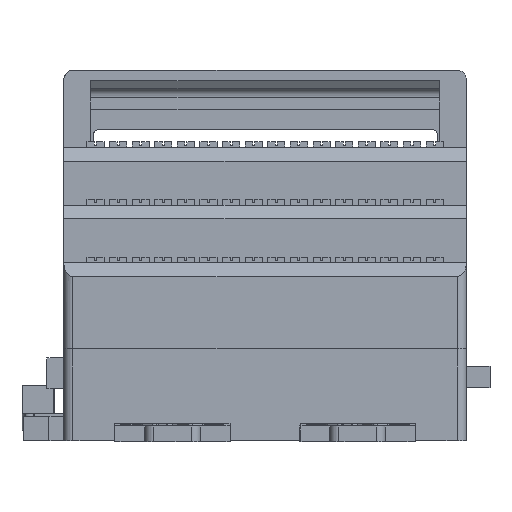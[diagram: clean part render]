
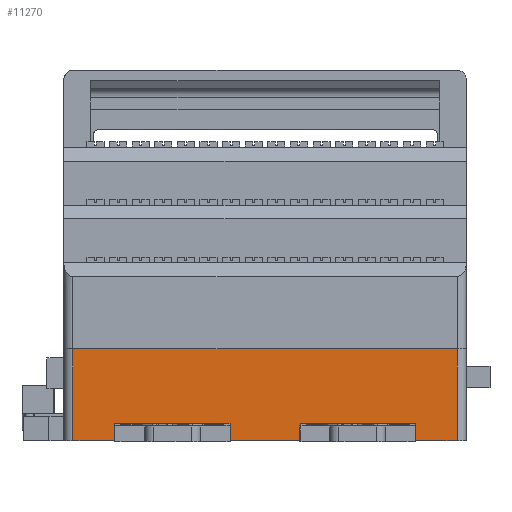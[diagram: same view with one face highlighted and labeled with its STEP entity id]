
A CAD part, front view. The second image highlights one B-rep face of the part: STEP entity #11270.
In plain terms, the highlighted planar face has unit normal (0, -1, 0).
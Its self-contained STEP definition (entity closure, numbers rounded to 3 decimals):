
#121 = VECTOR ( 'NONE', #30689, 1000. ) ;
#460 = VECTOR ( 'NONE', #12800, 1000. ) ;
#736 = DIRECTION ( 'NONE',  ( 1., 0., 0. ) ) ;
#1219 = CARTESIAN_POINT ( 'NONE',  ( 2., 0., 0. ) ) ;
#1617 = ORIENTED_EDGE ( 'NONE', *, *, #62076, .T. ) ;
#2043 = PLANE ( 'NONE',  #23498 ) ;
#2345 = LINE ( 'NONE', #8319, #58131 ) ;
#2426 = CARTESIAN_POINT ( 'NONE',  ( 2., 0., -20.3 ) ) ;
#2605 = ORIENTED_EDGE ( 'NONE', *, *, #65237, .T. ) ;
#3639 = VECTOR ( 'NONE', #11610, 1000. ) ;
#3981 = CARTESIAN_POINT ( 'NONE',  ( 87., 0., 0. ) ) ;
#5620 = VERTEX_POINT ( 'NONE', #2426 ) ;
#6188 = LINE ( 'NONE', #43678, #20428 ) ;
#6321 = DIRECTION ( 'NONE',  ( 0., 0., -1. ) ) ;
#8319 = CARTESIAN_POINT ( 'NONE',  ( 2., 0., -20.3 ) ) ;
#8553 = EDGE_CURVE ( 'NONE', #62128, #21580, #25180, .T. ) ;
#9248 = EDGE_LOOP ( 'NONE', ( #2605, #61879, #50705, #1617, #66681, #33595, #28450, #38590, #33521, #14831, #52987, #48747 ) ) ;
#10173 = DIRECTION ( 'NONE',  ( 0., 0., -1. ) ) ;
#10806 = VECTOR ( 'NONE', #61158, 1000. ) ;
#11270 = ADVANCED_FACE ( 'NONE', ( #36417 ), #2043, .T. ) ;
#11610 = DIRECTION ( 'NONE',  ( 0., 0., -1. ) ) ;
#12269 = CARTESIAN_POINT ( 'NONE',  ( 53.625, 0., -16.55 ) ) ;
#12800 = DIRECTION ( 'NONE',  ( 1., 0., 0. ) ) ;
#14831 = ORIENTED_EDGE ( 'NONE', *, *, #60648, .T. ) ;
#15268 = CARTESIAN_POINT ( 'NONE',  ( 52.25, 0., -20.3 ) ) ;
#15482 = VECTOR ( 'NONE', #736, 1000. ) ;
#15951 = VERTEX_POINT ( 'NONE', #15268 ) ;
#16052 = LINE ( 'NONE', #67407, #121 ) ;
#16181 = EDGE_CURVE ( 'NONE', #67409, #15951, #31578, .T. ) ;
#17976 = CARTESIAN_POINT ( 'NONE',  ( 36.75, 0., -20.3 ) ) ;
#20187 = LINE ( 'NONE', #1219, #32899 ) ;
#20428 = VECTOR ( 'NONE', #65001, 1000. ) ;
#21580 = VERTEX_POINT ( 'NONE', #30941 ) ;
#22866 = VECTOR ( 'NONE', #6321, 1000. ) ;
#23498 = AXIS2_PLACEMENT_3D ( 'NONE', #23594, #61644, #29058 ) ;
#23594 = CARTESIAN_POINT ( 'NONE',  ( 2., 0., -20.3 ) ) ;
#23843 = VERTEX_POINT ( 'NONE', #60076 ) ;
#24517 = DIRECTION ( 'NONE',  ( 0., 0., 1. ) ) ;
#25180 = LINE ( 'NONE', #12269, #10806 ) ;
#26692 = VERTEX_POINT ( 'NONE', #54058 ) ;
#26903 = CARTESIAN_POINT ( 'NONE',  ( 36.75, 0., -16.55 ) ) ;
#27851 = EDGE_CURVE ( 'NONE', #23843, #66963, #20187, .T. ) ;
#27914 = CARTESIAN_POINT ( 'NONE',  ( 87., 0., -20.3 ) ) ;
#28450 = ORIENTED_EDGE ( 'NONE', *, *, #8553, .F. ) ;
#29058 = DIRECTION ( 'NONE',  ( 0., 0., -1. ) ) ;
#29316 = DIRECTION ( 'NONE',  ( 0., 0., 1. ) ) ;
#30150 = LINE ( 'NONE', #57638, #59046 ) ;
#30689 = DIRECTION ( 'NONE',  ( 1., 0., 0. ) ) ;
#30941 = CARTESIAN_POINT ( 'NONE',  ( 52.25, 0., -16.55 ) ) ;
#31390 = VECTOR ( 'NONE', #10173, 1000. ) ;
#31578 = LINE ( 'NONE', #65232, #15482 ) ;
#32899 = VECTOR ( 'NONE', #38908, 1000. ) ;
#33521 = ORIENTED_EDGE ( 'NONE', *, *, #45582, .T. ) ;
#33595 = ORIENTED_EDGE ( 'NONE', *, *, #60219, .F. ) ;
#36417 = FACE_OUTER_BOUND ( 'NONE', #9248, .T. ) ;
#37301 = LINE ( 'NONE', #60242, #22866 ) ;
#38062 = VERTEX_POINT ( 'NONE', #46148 ) ;
#38590 = ORIENTED_EDGE ( 'NONE', *, *, #50634, .T. ) ;
#38908 = DIRECTION ( 'NONE',  ( 1., 0., 0. ) ) ;
#39813 = CARTESIAN_POINT ( 'NONE',  ( 2., 0., -20.3 ) ) ;
#41315 = CARTESIAN_POINT ( 'NONE',  ( 11.25, 0., -16.55 ) ) ;
#43464 = VERTEX_POINT ( 'NONE', #41315 ) ;
#43520 = LINE ( 'NONE', #39813, #460 ) ;
#43678 = CARTESIAN_POINT ( 'NONE',  ( 2., 0., -20.3 ) ) ;
#44121 = CARTESIAN_POINT ( 'NONE',  ( 77.75, 0., -16.55 ) ) ;
#44998 = LINE ( 'NONE', #44121, #3639 ) ;
#45387 = LINE ( 'NONE', #56391, #59806 ) ;
#45582 = EDGE_CURVE ( 'NONE', #38062, #46007, #43520, .T. ) ;
#46007 = VERTEX_POINT ( 'NONE', #27914 ) ;
#46148 = CARTESIAN_POINT ( 'NONE',  ( 77.75, 0., -20.3 ) ) ;
#48747 = ORIENTED_EDGE ( 'NONE', *, *, #53062, .F. ) ;
#50634 = EDGE_CURVE ( 'NONE', #62128, #38062, #44998, .T. ) ;
#50705 = ORIENTED_EDGE ( 'NONE', *, *, #57926, .T. ) ;
#52987 = ORIENTED_EDGE ( 'NONE', *, *, #27851, .F. ) ;
#53062 = EDGE_CURVE ( 'NONE', #5620, #23843, #2345, .T. ) ;
#54058 = CARTESIAN_POINT ( 'NONE',  ( 11.25, 0., -20.3 ) ) ;
#55455 = CARTESIAN_POINT ( 'NONE',  ( 77.75, 0., -16.55 ) ) ;
#56391 = CARTESIAN_POINT ( 'NONE',  ( 87., 0., -20.3 ) ) ;
#57562 = EDGE_CURVE ( 'NONE', #43464, #26692, #60286, .T. ) ;
#57638 = CARTESIAN_POINT ( 'NONE',  ( 52.25, 0., -16.55 ) ) ;
#57926 = EDGE_CURVE ( 'NONE', #43464, #59224, #16052, .T. ) ;
#58131 = VECTOR ( 'NONE', #24517, 1000. ) ;
#58755 = CARTESIAN_POINT ( 'NONE',  ( 11.25, 0., -16.55 ) ) ;
#59046 = VECTOR ( 'NONE', #68743, 1000. ) ;
#59224 = VERTEX_POINT ( 'NONE', #26903 ) ;
#59806 = VECTOR ( 'NONE', #29316, 1000. ) ;
#60076 = CARTESIAN_POINT ( 'NONE',  ( 2., 0., 0. ) ) ;
#60219 = EDGE_CURVE ( 'NONE', #21580, #15951, #30150, .T. ) ;
#60242 = CARTESIAN_POINT ( 'NONE',  ( 36.75, 0., -16.55 ) ) ;
#60286 = LINE ( 'NONE', #58755, #31390 ) ;
#60648 = EDGE_CURVE ( 'NONE', #46007, #66963, #45387, .T. ) ;
#61158 = DIRECTION ( 'NONE',  ( -1., 0., 0. ) ) ;
#61644 = DIRECTION ( 'NONE',  ( 0., -1., 0. ) ) ;
#61879 = ORIENTED_EDGE ( 'NONE', *, *, #57562, .F. ) ;
#62076 = EDGE_CURVE ( 'NONE', #59224, #67409, #37301, .T. ) ;
#62128 = VERTEX_POINT ( 'NONE', #55455 ) ;
#65001 = DIRECTION ( 'NONE',  ( 1., 0., 0. ) ) ;
#65232 = CARTESIAN_POINT ( 'NONE',  ( 2., 0., -20.3 ) ) ;
#65237 = EDGE_CURVE ( 'NONE', #5620, #26692, #6188, .T. ) ;
#66681 = ORIENTED_EDGE ( 'NONE', *, *, #16181, .T. ) ;
#66963 = VERTEX_POINT ( 'NONE', #3981 ) ;
#67407 = CARTESIAN_POINT ( 'NONE',  ( 35.375, 0., -16.55 ) ) ;
#67409 = VERTEX_POINT ( 'NONE', #17976 ) ;
#68743 = DIRECTION ( 'NONE',  ( 0., 0., -1. ) ) ;
